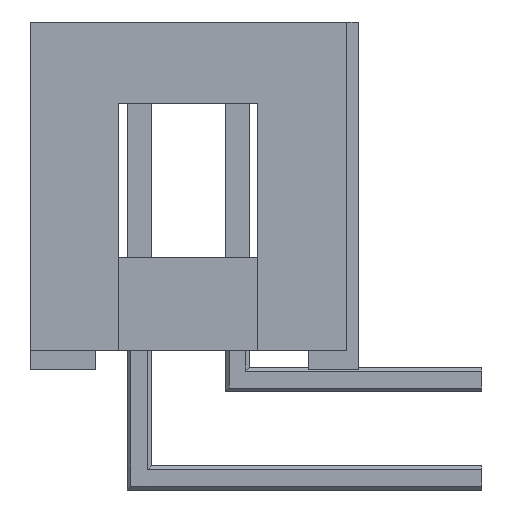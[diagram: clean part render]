
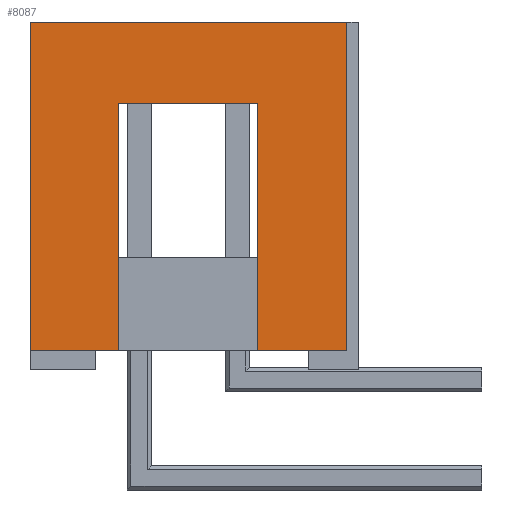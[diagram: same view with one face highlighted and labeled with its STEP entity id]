
A CAD part, left-side view. The second image highlights one B-rep face of the part: STEP entity #8087.
In plain terms, the highlighted planar face has unit normal (-1, 0, 0).
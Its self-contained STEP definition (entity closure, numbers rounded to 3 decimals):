
#16611 = ORIENTED_EDGE ( 'NONE', *, *, #4640, .F. ) ;
#16847 = EDGE_CURVE ( 'NONE', #25811, #4398, #12420, .T. ) ;
#657 = ORIENTED_EDGE ( 'NONE', *, *, #1232, .F. ) ;
#17141 = EDGE_CURVE ( 'NONE', #25811, #30232, #12491, .T. ) ;
#906 = CARTESIAN_POINT ( 'NONE',  ( -29.06, 2.6, -8.5 ) ) ;
#960 = ORIENTED_EDGE ( 'NONE', *, *, #1526, .F. ) ;
#1232 = EDGE_CURVE ( 'NONE', #1712, #19490, #19570, .T. ) ;
#1526 = EDGE_CURVE ( 'NONE', #3731, #29738, #20513, .T. ) ;
#17943 = EDGE_CURVE ( 'NONE', #1712, #4398, #12761, .T. ) ;
#18051 = ORIENTED_EDGE ( 'NONE', *, *, #29837, .T. ) ;
#1712 = VERTEX_POINT ( 'NONE', #21152 ) ;
#1796 = LINE ( 'NONE', #1797, #1798 ) ;
#1797 = CARTESIAN_POINT ( 'NONE',  ( -29.06, 0.3, -8.5 ) ) ;
#1798 = VECTOR ( 'NONE', #1799, 1000. ) ;
#1799 = DIRECTION ( 'NONE',  ( 0., 1., 0. ) ) ;
#18439 = EDGE_LOOP ( 'NONE', ( #657, #20384, #18951, #18633, #18051, #960, #16611, #12294 ) ) ;
#18633 = ORIENTED_EDGE ( 'NONE', *, *, #17141, .T. ) ;
#2502 = CARTESIAN_POINT ( 'NONE',  ( -29.06, 6.2, -8.5 ) ) ;
#18951 = ORIENTED_EDGE ( 'NONE', *, *, #16847, .F. ) ;
#19490 = VERTEX_POINT ( 'NONE', #13373 ) ;
#19570 = LINE ( 'NONE', #19571, #19572 ) ;
#19571 = CARTESIAN_POINT ( 'NONE',  ( -29.06, 2.6, -2.1 ) ) ;
#19572 = VECTOR ( 'NONE', #19573, 1000. ) ;
#19573 = DIRECTION ( 'NONE',  ( 0., 1., 0. ) ) ;
#3731 = VERTEX_POINT ( 'NONE', #28157 ) ;
#20384 = ORIENTED_EDGE ( 'NONE', *, *, #17943, .T. ) ;
#20513 = LINE ( 'NONE', #20514, #20515 ) ;
#20514 = CARTESIAN_POINT ( 'NONE',  ( -29.06, 8.5, -8.5 ) ) ;
#20515 = VECTOR ( 'NONE', #20516, 1000. ) ;
#20516 = DIRECTION ( 'NONE',  ( 0., 0., 1. ) ) ;
#4398 = VERTEX_POINT ( 'NONE', #906 ) ;
#4640 = EDGE_CURVE ( 'NONE', #4892, #3731, #1796, .T. ) ;
#21152 = CARTESIAN_POINT ( 'NONE',  ( -29.06, 2.6, -2.1 ) ) ;
#4892 = VERTEX_POINT ( 'NONE', #2502 ) ;
#23679 = CARTESIAN_POINT ( 'NONE',  ( -29.06, 8.5, 0. ) ) ;
#7574 = FACE_OUTER_BOUND ( 'NONE', #18439, .T. ) ;
#7598 = PLANE ( 'NONE',  #7599 ) ;
#7599 = AXIS2_PLACEMENT_3D ( 'NONE', #7600, #7601, #7602 ) ;
#7600 = CARTESIAN_POINT ( 'NONE',  ( -29.06, 0.3, -8.5 ) ) ;
#23972 = LINE ( 'NONE', #23994, #23995 ) ;
#7601 = DIRECTION ( 'NONE',  ( 1., 0., 0. ) ) ;
#7602 = DIRECTION ( 'NONE',  ( 0., 0., -1. ) ) ;
#23994 = CARTESIAN_POINT ( 'NONE',  ( -29.06, 0.3, 0. ) ) ;
#23995 = VECTOR ( 'NONE', #23996, 1000. ) ;
#23996 = DIRECTION ( 'NONE',  ( 0., 1., 0. ) ) ;
#8087 = ADVANCED_FACE ( 'NONE', ( #7574 ), #7598, .F. ) ;
#24849 = CARTESIAN_POINT ( 'NONE',  ( -29.06, 0.3, 0. ) ) ;
#25811 = VERTEX_POINT ( 'NONE', #15356 ) ;
#10525 = LINE ( 'NONE', #10526, #10532 ) ;
#10526 = CARTESIAN_POINT ( 'NONE',  ( -29.06, 6.2, -2.1 ) ) ;
#10532 = VECTOR ( 'NONE', #10533, 1000. ) ;
#10533 = DIRECTION ( 'NONE',  ( 0., 0., -1. ) ) ;
#28157 = CARTESIAN_POINT ( 'NONE',  ( -29.06, 8.5, -8.5 ) ) ;
#12294 = ORIENTED_EDGE ( 'NONE', *, *, #12649, .F. ) ;
#12420 = LINE ( 'NONE', #12421, #12422 ) ;
#12421 = CARTESIAN_POINT ( 'NONE',  ( -29.06, 0.3, -8.5 ) ) ;
#12422 = VECTOR ( 'NONE', #12423, 1000. ) ;
#12423 = DIRECTION ( 'NONE',  ( 0., 1., 0. ) ) ;
#12491 = LINE ( 'NONE', #12492, #12493 ) ;
#12492 = CARTESIAN_POINT ( 'NONE',  ( -29.06, 0.3, -8.5 ) ) ;
#12493 = VECTOR ( 'NONE', #12494, 1000. ) ;
#12494 = DIRECTION ( 'NONE',  ( 0., 0., 1. ) ) ;
#12649 = EDGE_CURVE ( 'NONE', #19490, #4892, #10525, .T. ) ;
#12761 = LINE ( 'NONE', #12762, #12763 ) ;
#12762 = CARTESIAN_POINT ( 'NONE',  ( -29.06, 2.6, -2.1 ) ) ;
#12763 = VECTOR ( 'NONE', #12764, 1000. ) ;
#12764 = DIRECTION ( 'NONE',  ( 0., 0., -1. ) ) ;
#29738 = VERTEX_POINT ( 'NONE', #23679 ) ;
#13373 = CARTESIAN_POINT ( 'NONE',  ( -29.06, 6.2, -2.1 ) ) ;
#29837 = EDGE_CURVE ( 'NONE', #30232, #29738, #23972, .T. ) ;
#30232 = VERTEX_POINT ( 'NONE', #24849 ) ;
#15356 = CARTESIAN_POINT ( 'NONE',  ( -29.06, 0.3, -8.5 ) ) ;
